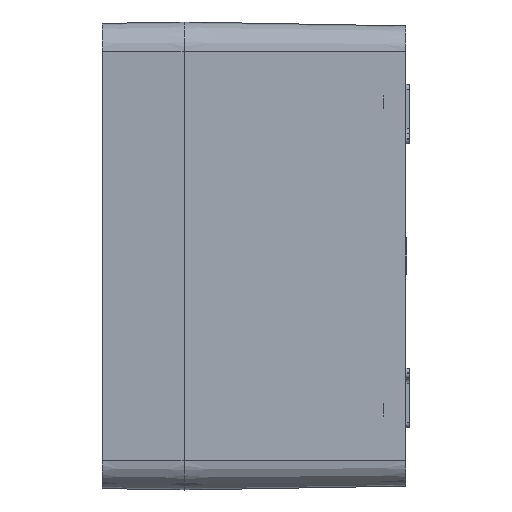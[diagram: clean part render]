
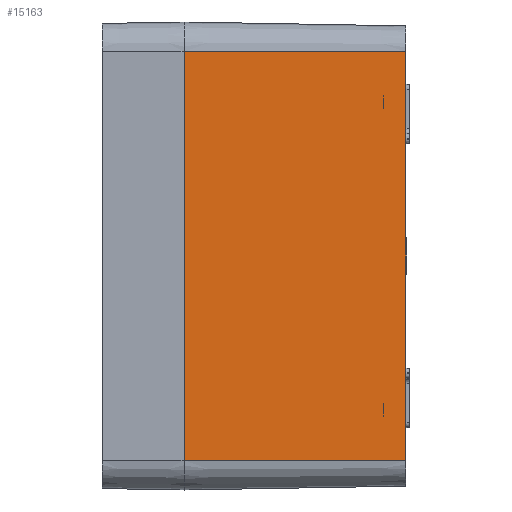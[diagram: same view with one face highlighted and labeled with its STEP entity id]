
A CAD part, left-side view. The second image highlights one B-rep face of the part: STEP entity #15163.
In plain terms, the highlighted planar face has unit normal (-1, -0.018, 0).
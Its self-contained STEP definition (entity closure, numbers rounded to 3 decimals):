
#1463 = PLANE ( 'NONE',  #14171 ) ;
#1622 = DIRECTION ( 'NONE',  ( -1., -0.017, 0. ) ) ;
#2002 = CARTESIAN_POINT ( 'NONE',  ( -109.985, -61., -54.45 ) ) ;
#2081 = VECTOR ( 'NONE', #4615, 1000. ) ;
#2527 = LINE ( 'NONE', #9784, #10680 ) ;
#3039 = ORIENTED_EDGE ( 'NONE', *, *, #13983, .T. ) ;
#4015 = DIRECTION ( 'NONE',  ( -0.017, 1., 0. ) ) ;
#4615 = DIRECTION ( 'NONE',  ( 0.017, -1., 0. ) ) ;
#6012 = CARTESIAN_POINT ( 'NONE',  ( -111.019, -1.8, -54.45 ) ) ;
#6135 = CARTESIAN_POINT ( 'NONE',  ( -110.502, -31.4, 54.45 ) ) ;
#6143 = ORIENTED_EDGE ( 'NONE', *, *, #19546, .F. ) ;
#8517 = LINE ( 'NONE', #6135, #2081 ) ;
#9011 = DIRECTION ( 'NONE',  ( 0., 0., 1. ) ) ;
#9628 = DIRECTION ( 'NONE',  ( 0., 0., -1. ) ) ;
#9784 = CARTESIAN_POINT ( 'NONE',  ( -111.019, -1.8, -66.603 ) ) ;
#9791 = VECTOR ( 'NONE', #9011, 1000. ) ;
#10330 = VERTEX_POINT ( 'NONE', #19835 ) ;
#10490 = EDGE_LOOP ( 'NONE', ( #6143, #3039, #18237, #12914 ) ) ;
#10550 = VERTEX_POINT ( 'NONE', #10949 ) ;
#10680 = VECTOR ( 'NONE', #9628, 1000. ) ;
#10900 = LINE ( 'NONE', #11409, #14563 ) ;
#10949 = CARTESIAN_POINT ( 'NONE',  ( -109.985, -61., 54.45 ) ) ;
#11409 = CARTESIAN_POINT ( 'NONE',  ( -110.502, -31.4, -54.45 ) ) ;
#12491 = CARTESIAN_POINT ( 'NONE',  ( -109.985, -61., -66.603 ) ) ;
#12540 = DIRECTION ( 'NONE',  ( 0.017, -1., 0. ) ) ;
#12914 = ORIENTED_EDGE ( 'NONE', *, *, #23202, .T. ) ;
#13193 = LINE ( 'NONE', #12491, #9791 ) ;
#13915 = VERTEX_POINT ( 'NONE', #6012 ) ;
#13983 = EDGE_CURVE ( 'NONE', #10330, #13915, #2527, .T. ) ;
#14036 = CARTESIAN_POINT ( 'NONE',  ( -111.05, 0., -66.603 ) ) ;
#14171 = AXIS2_PLACEMENT_3D ( 'NONE', #14036, #1622, #12540 ) ;
#14563 = VECTOR ( 'NONE', #4015, 1000. ) ;
#15163 = ADVANCED_FACE ( 'NONE', ( #21858 ), #1463, .T. ) ;
#15483 = EDGE_CURVE ( 'NONE', #17256, #13915, #10900, .T. ) ;
#17256 = VERTEX_POINT ( 'NONE', #2002 ) ;
#18237 = ORIENTED_EDGE ( 'NONE', *, *, #15483, .F. ) ;
#19546 = EDGE_CURVE ( 'NONE', #10330, #10550, #8517, .T. ) ;
#19835 = CARTESIAN_POINT ( 'NONE',  ( -111.019, -1.8, 54.45 ) ) ;
#21858 = FACE_OUTER_BOUND ( 'NONE', #10490, .T. ) ;
#23202 = EDGE_CURVE ( 'NONE', #17256, #10550, #13193, .T. ) ;
